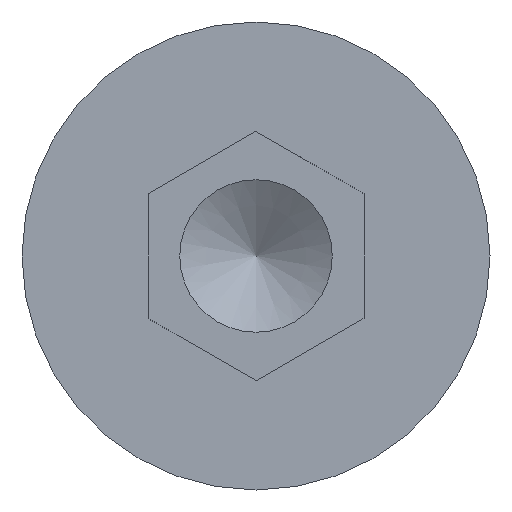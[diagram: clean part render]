
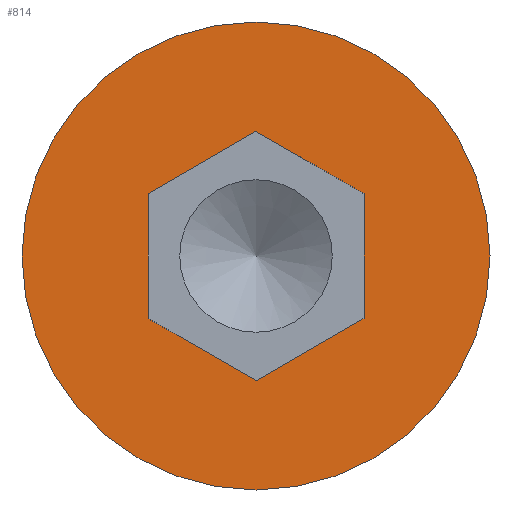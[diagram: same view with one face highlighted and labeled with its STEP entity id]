
A CAD part, front view. The second image highlights one B-rep face of the part: STEP entity #814.
In plain terms, the highlighted planar face has unit normal (0, -1, 0).
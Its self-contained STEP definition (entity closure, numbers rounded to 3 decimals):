
#17=FACE_BOUND('',#124,.T.);
#29=PLANE('',#881);
#76=FACE_OUTER_BOUND('',#123,.T.);
#123=EDGE_LOOP('',(#732));
#124=EDGE_LOOP('',(#733,#734,#735,#736,#737,#738));
#134=CIRCLE('',#879,6.5);
#234=LINE('',#3223,#283);
#237=LINE('',#3228,#286);
#239=LINE('',#3232,#288);
#241=LINE('',#3236,#290);
#243=LINE('',#3240,#292);
#244=LINE('',#3242,#293);
#283=VECTOR('',#1007,10.);
#286=VECTOR('',#1012,10.);
#288=VECTOR('',#1016,10.);
#290=VECTOR('',#1020,10.);
#292=VECTOR('',#1024,10.);
#293=VECTOR('',#1027,10.);
#368=VERTEX_POINT('',#3220);
#369=VERTEX_POINT('',#3222);
#370=VERTEX_POINT('',#3226);
#371=VERTEX_POINT('',#3230);
#372=VERTEX_POINT('',#3234);
#373=VERTEX_POINT('',#3238);
#375=VERTEX_POINT('',#3246);
#483=EDGE_CURVE('',#368,#369,#234,.T.);
#486=EDGE_CURVE('',#370,#368,#237,.T.);
#488=EDGE_CURVE('',#371,#370,#239,.T.);
#490=EDGE_CURVE('',#372,#371,#241,.T.);
#492=EDGE_CURVE('',#373,#372,#243,.T.);
#493=EDGE_CURVE('',#369,#373,#244,.T.);
#496=EDGE_CURVE('',#375,#375,#134,.T.);
#732=ORIENTED_EDGE('',*,*,#496,.F.);
#733=ORIENTED_EDGE('',*,*,#488,.F.);
#734=ORIENTED_EDGE('',*,*,#490,.F.);
#735=ORIENTED_EDGE('',*,*,#492,.F.);
#736=ORIENTED_EDGE('',*,*,#493,.F.);
#737=ORIENTED_EDGE('',*,*,#483,.F.);
#738=ORIENTED_EDGE('',*,*,#486,.F.);
#814=ADVANCED_FACE('',(#76,#17),#29,.F.);
#879=AXIS2_PLACEMENT_3D('',#3248,#1033,#1034);
#881=AXIS2_PLACEMENT_3D('',#3250,#1037,#1038);
#1007=DIRECTION('',(-0.866,0.,-0.5));
#1012=DIRECTION('',(-0.866,0.,0.5));
#1016=DIRECTION('',(0.,0.,1.));
#1020=DIRECTION('',(0.866,0.,0.5));
#1024=DIRECTION('',(0.866,0.,-0.5));
#1027=DIRECTION('',(0.,0.,-1.));
#1033=DIRECTION('center_axis',(0.,1.,0.));
#1034=DIRECTION('ref_axis',(1.,0.,0.));
#1037=DIRECTION('center_axis',(0.,1.,0.));
#1038=DIRECTION('ref_axis',(1.,0.,0.));
#3220=CARTESIAN_POINT('',(0.,0.,3.464));
#3222=CARTESIAN_POINT('',(-3.,0.,1.732));
#3223=CARTESIAN_POINT('',(-3.,0.,1.732));
#3226=CARTESIAN_POINT('',(3.,0.,1.732));
#3228=CARTESIAN_POINT('',(0.,0.,3.464));
#3230=CARTESIAN_POINT('',(3.,0.,-1.732));
#3232=CARTESIAN_POINT('',(3.,0.,1.732));
#3234=CARTESIAN_POINT('',(0.,0.,-3.464));
#3236=CARTESIAN_POINT('',(3.,0.,-1.732));
#3238=CARTESIAN_POINT('',(-3.,0.,-1.732));
#3240=CARTESIAN_POINT('',(0.,0.,-3.464));
#3242=CARTESIAN_POINT('',(-3.,0.,-1.732));
#3246=CARTESIAN_POINT('',(-6.5,0.,0.));
#3248=CARTESIAN_POINT('Origin',(0.,0.,0.));
#3250=CARTESIAN_POINT('Origin',(0.,0.,0.));
